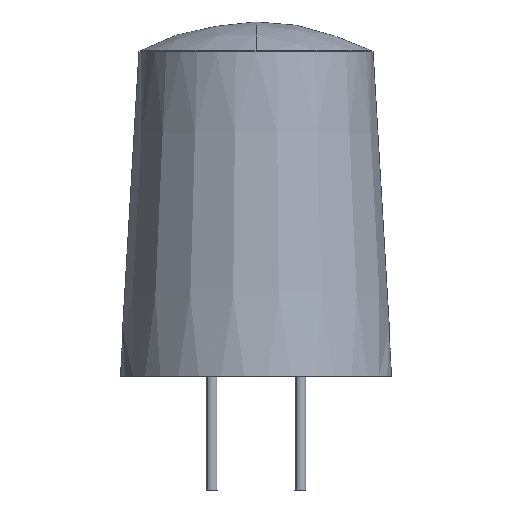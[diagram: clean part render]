
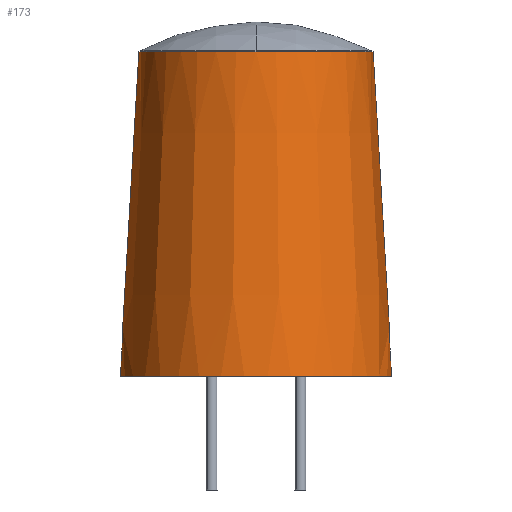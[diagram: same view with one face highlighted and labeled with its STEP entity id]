
A CAD part, left-side view. The second image highlights one B-rep face of the part: STEP entity #173.
In plain terms, the highlighted conical face has half-angle 3.372 degrees and reference radius 4.74 mm.
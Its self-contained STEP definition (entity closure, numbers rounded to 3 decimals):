
#40 = VERTEX_POINT ( 'NONE', #624 ) ;
#41 = ORIENTED_EDGE ( 'NONE', *, *, #42, .T. ) ;
#42 = EDGE_CURVE ( 'NONE', #40, #43, #671, .T. ) ;
#43 = VERTEX_POINT ( 'NONE', #666 ) ;
#44 = ORIENTED_EDGE ( 'NONE', *, *, #45, .F. ) ;
#45 = EDGE_CURVE ( 'NONE', #46, #43, #680, .T. ) ;
#46 = VERTEX_POINT ( 'NONE', #679 ) ;
#47 = ORIENTED_EDGE ( 'NONE', *, *, #48, .T. ) ;
#48 = EDGE_CURVE ( 'NONE', #46, #49, #600, .T. ) ;
#49 = VERTEX_POINT ( 'NONE', #665 ) ;
#50 = ORIENTED_EDGE ( 'NONE', *, *, #51, .F. ) ;
#51 = EDGE_CURVE ( 'NONE', #52, #49, #664, .T. ) ;
#52 = VERTEX_POINT ( 'NONE', #663 ) ;
#58 = VERTEX_POINT ( 'NONE', #651 ) ;
#162 = ORIENTED_EDGE ( 'NONE', *, *, #164, .F. ) ;
#163 = EDGE_CURVE ( 'NONE', #52, #165, #914, .T. ) ;
#164 = EDGE_CURVE ( 'NONE', #240, #165, #915, .T. ) ;
#165 = VERTEX_POINT ( 'NONE', #767 ) ;
#173 = ADVANCED_FACE ( 'NONE', ( #783 ), #777, .T. ) ;
#174 = EDGE_LOOP ( 'NONE', ( #175, #241, #41, #44, #47, #50, #245, #162 ) ) ;
#175 = ORIENTED_EDGE ( 'NONE', *, *, #176, .F. ) ;
#176 = EDGE_CURVE ( 'NONE', #58, #240, #771, .T. ) ;
#240 = VERTEX_POINT ( 'NONE', #1070 ) ;
#241 = ORIENTED_EDGE ( 'NONE', *, *, #242, .T. ) ;
#242 = EDGE_CURVE ( 'NONE', #58, #40, #1100, .T. ) ;
#245 = ORIENTED_EDGE ( 'NONE', *, *, #163, .T. ) ;
#597 = DIRECTION ( 'NONE',  ( 0., 1., 0. ) ) ;
#598 = DIRECTION ( 'NONE',  ( 0., 0., 1. ) ) ;
#599 = AXIS2_PLACEMENT_3D ( 'NONE', #681, #598, #597 ) ;
#600 = CIRCLE ( 'NONE', #599, 5.515 ) ;
#601 = CARTESIAN_POINT ( 'NONE',  ( -0.45, 5.387, 0.95 ) ) ;
#602 = CARTESIAN_POINT ( 'NONE',  ( -0.482, 5.421, 0.333 ) ) ;
#603 = CARTESIAN_POINT ( 'NONE',  ( -0.513, 5.455, -0.283 ) ) ;
#604 = CARTESIAN_POINT ( 'NONE',  ( -0.545, 5.488, -0.9 ) ) ;
#624 = CARTESIAN_POINT ( 'NONE',  ( 0., 5.406, 0.95 ) ) ;
#651 = CARTESIAN_POINT ( 'NONE',  ( 0., 4.74, 12.255 ) ) ;
#658 = CARTESIAN_POINT ( 'NONE',  ( -0.545, -5.488, -0.9 ) ) ;
#659 = CARTESIAN_POINT ( 'NONE',  ( -0.513, -5.455, -0.283 ) ) ;
#660 = CARTESIAN_POINT ( 'NONE',  ( -0.482, -5.421, 0.333 ) ) ;
#661 = CARTESIAN_POINT ( 'NONE',  ( -0.45, -5.387, 0.95 ) ) ;
#663 = CARTESIAN_POINT ( 'NONE',  ( -0.45, -5.387, 0.95 ) ) ;
#664 = B_SPLINE_CURVE_WITH_KNOTS ( 'NONE', 3,
 ( #661, #660, #659, #658 ),
 .UNSPECIFIED., .F., .F.,
 ( 4, 4 ),
 ( 0., 0.002 ),
 .UNSPECIFIED. ) ;
#665 = CARTESIAN_POINT ( 'NONE',  ( -0.545, -5.488, -0.9 ) ) ;
#666 = CARTESIAN_POINT ( 'NONE',  ( -0.45, 5.387, 0.95 ) ) ;
#667 = DIRECTION ( 'NONE',  ( 0., -1., 0. ) ) ;
#668 = DIRECTION ( 'NONE',  ( 0., 0., 1. ) ) ;
#669 = CARTESIAN_POINT ( 'NONE',  ( 0., 0., 0.95 ) ) ;
#670 = AXIS2_PLACEMENT_3D ( 'NONE', #669, #668, #667 ) ;
#671 = CIRCLE ( 'NONE', #670, 5.406 ) ;
#679 = CARTESIAN_POINT ( 'NONE',  ( -0.545, 5.488, -0.9 ) ) ;
#680 = B_SPLINE_CURVE_WITH_KNOTS ( 'NONE', 3,
 ( #604, #603, #602, #601 ),
 .UNSPECIFIED., .F., .F.,
 ( 4, 4 ),
 ( 0., 0.002 ),
 .UNSPECIFIED. ) ;
#681 = CARTESIAN_POINT ( 'NONE',  ( 0., 0., -0.9 ) ) ;
#767 = CARTESIAN_POINT ( 'NONE',  ( 0., -5.406, 0.95 ) ) ;
#768 = DIRECTION ( 'NONE',  ( 0., -0.059, -0.998 ) ) ;
#769 = VECTOR ( 'NONE', #768, 1000. ) ;
#770 = CARTESIAN_POINT ( 'NONE',  ( 0., -4.74, 12.255 ) ) ;
#771 = CIRCLE ( 'NONE', #776, 4.74 ) ;
#772 = DIRECTION ( 'NONE',  ( 0., -1., 0. ) ) ;
#773 = DIRECTION ( 'NONE',  ( 0., 0., -1. ) ) ;
#774 = CARTESIAN_POINT ( 'NONE',  ( 0., 0., 12.255 ) ) ;
#775 = AXIS2_PLACEMENT_3D ( 'NONE', #774, #773, #772 ) ;
#776 = AXIS2_PLACEMENT_3D ( 'NONE', #888, #887, #886 ) ;
#777 = CONICAL_SURFACE ( 'NONE', #775, 4.74, 0.059 ) ;
#783 = FACE_OUTER_BOUND ( 'NONE', #174, .T. ) ;
#886 = DIRECTION ( 'NONE',  ( 0., 1., 0. ) ) ;
#887 = DIRECTION ( 'NONE',  ( 0., 0., 1. ) ) ;
#888 = CARTESIAN_POINT ( 'NONE',  ( 0., 0., 12.255 ) ) ;
#910 = DIRECTION ( 'NONE',  ( 0., -1., 0. ) ) ;
#911 = DIRECTION ( 'NONE',  ( 0., 0., 1. ) ) ;
#912 = CARTESIAN_POINT ( 'NONE',  ( 0., 0., 0.95 ) ) ;
#913 = AXIS2_PLACEMENT_3D ( 'NONE', #912, #911, #910 ) ;
#914 = CIRCLE ( 'NONE', #913, 5.406 ) ;
#915 = LINE ( 'NONE', #770, #769 ) ;
#1070 = CARTESIAN_POINT ( 'NONE',  ( 0., -4.74, 12.255 ) ) ;
#1099 = CARTESIAN_POINT ( 'NONE',  ( 0., 4.74, 12.255 ) ) ;
#1100 = LINE ( 'NONE', #1099, #1139 ) ;
#1138 = DIRECTION ( 'NONE',  ( 0., 0.059, -0.998 ) ) ;
#1139 = VECTOR ( 'NONE', #1138, 1000. ) ;
